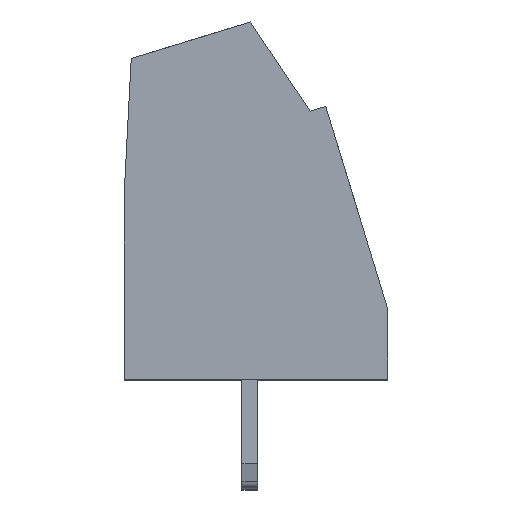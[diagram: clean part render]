
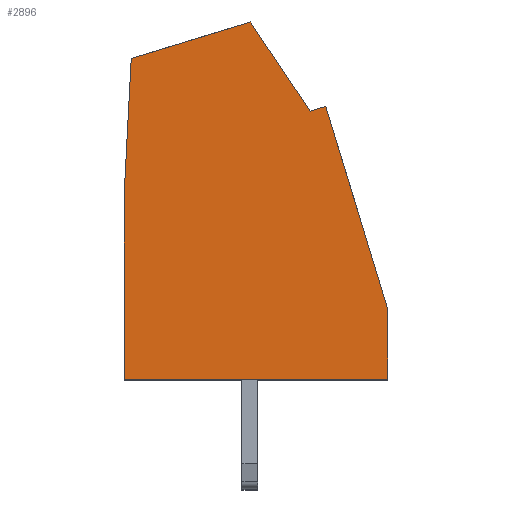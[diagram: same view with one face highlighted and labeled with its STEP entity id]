
A CAD part, top view. The second image highlights one B-rep face of the part: STEP entity #2896.
In plain terms, the highlighted planar face has unit normal (0, 0, 1).
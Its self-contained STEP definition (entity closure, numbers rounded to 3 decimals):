
#371=DIRECTION('',(-0.292,0.956,0.));
#372=VECTOR('',#371,6.75);
#373=CARTESIAN_POINT('',(4.2,-5.45,1.75));
#374=LINE('',#373,#372);
#375=DIRECTION('',(0.,1.,0.));
#376=VECTOR('',#375,2.25);
#377=CARTESIAN_POINT('',(4.2,-7.7,1.75));
#378=LINE('',#377,#376);
#379=DIRECTION('',(1.,0.,0.));
#380=VECTOR('',#379,8.4);
#381=CARTESIAN_POINT('',(-4.2,-7.7,1.75));
#382=LINE('',#381,#380);
#383=DIRECTION('',(0.,-1.,0.));
#384=VECTOR('',#383,6.071);
#385=CARTESIAN_POINT('',(-4.2,-1.629,1.75));
#386=LINE('',#385,#384);
#387=DIRECTION('',(-0.052,-0.999,0.));
#388=VECTOR('',#387,4.172);
#389=CARTESIAN_POINT('',(-3.982,2.537,1.75));
#390=LINE('',#389,#388);
#391=DIRECTION('',(-0.956,-0.292,0.));
#392=VECTOR('',#391,3.978);
#393=CARTESIAN_POINT('',(-0.177,3.7,1.75));
#394=LINE('',#393,#392);
#395=DIRECTION('',(-0.559,0.829,0.));
#396=VECTOR('',#395,3.43);
#397=CARTESIAN_POINT('',(1.741,0.857,1.75));
#398=LINE('',#397,#396);
#399=DIRECTION('',(-0.956,-0.292,0.));
#400=VECTOR('',#399,0.508);
#401=CARTESIAN_POINT('',(2.226,1.005,1.75));
#402=LINE('',#401,#400);
#1987=CARTESIAN_POINT('',(4.2,-5.45,1.75));
#1988=CARTESIAN_POINT('',(2.226,1.005,1.75));
#1989=VERTEX_POINT('',#1987);
#1990=VERTEX_POINT('',#1988);
#1991=CARTESIAN_POINT('',(1.741,0.857,1.75));
#1992=VERTEX_POINT('',#1991);
#1993=CARTESIAN_POINT('',(-0.177,3.7,1.75));
#1994=VERTEX_POINT('',#1993);
#1995=CARTESIAN_POINT('',(-3.982,2.537,1.75));
#1996=VERTEX_POINT('',#1995);
#1997=CARTESIAN_POINT('',(-4.2,-1.629,1.75));
#1998=VERTEX_POINT('',#1997);
#1999=CARTESIAN_POINT('',(-4.2,-7.7,1.75));
#2000=VERTEX_POINT('',#1999);
#2001=CARTESIAN_POINT('',(4.2,-7.7,1.75));
#2002=VERTEX_POINT('',#2001);
#2881=CARTESIAN_POINT('',(0.,0.,1.75));
#2882=DIRECTION('',(0.,0.,1.));
#2883=DIRECTION('',(1.,0.,0.));
#2884=AXIS2_PLACEMENT_3D('',#2881,#2882,#2883);
#2885=PLANE('',#2884);
#2886=ORIENTED_EDGE('',*,*,#2595,.F.);
#2887=ORIENTED_EDGE('',*,*,#2680,.F.);
#2888=ORIENTED_EDGE('',*,*,#2694,.F.);
#2889=ORIENTED_EDGE('',*,*,#2778,.F.);
#2890=ORIENTED_EDGE('',*,*,#2792,.F.);
#2891=ORIENTED_EDGE('',*,*,#2806,.F.);
#2892=ORIENTED_EDGE('',*,*,#2862,.F.);
#2893=ORIENTED_EDGE('',*,*,#2875,.F.);
#2894=EDGE_LOOP('',(#2886,#2887,#2888,#2889,#2890,#2891,#2892,#2893));
#2895=FACE_OUTER_BOUND('',#2894,.F.);
#2595=EDGE_CURVE('',#1989,#1990,#374,.T.);
#2680=EDGE_CURVE('',#2002,#1989,#378,.T.);
#2694=EDGE_CURVE('',#2000,#2002,#382,.T.);
#2778=EDGE_CURVE('',#1998,#2000,#386,.T.);
#2792=EDGE_CURVE('',#1996,#1998,#390,.T.);
#2806=EDGE_CURVE('',#1994,#1996,#394,.T.);
#2862=EDGE_CURVE('',#1992,#1994,#398,.T.);
#2875=EDGE_CURVE('',#1990,#1992,#402,.T.);
#2896=ADVANCED_FACE('',(#2895),#2885,.T.);
